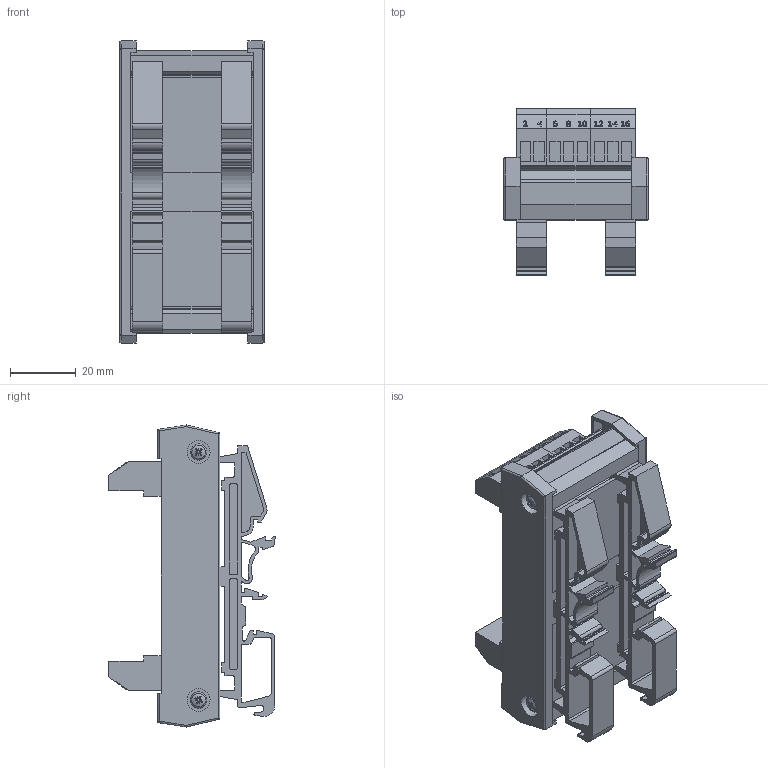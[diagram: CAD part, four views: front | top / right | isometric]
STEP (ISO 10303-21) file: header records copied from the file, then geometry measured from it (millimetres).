
FILE_DESCRIPTION((''),'2;1');
FILE_NAME('5702_2.stp','2013-07-03T11:04:10',('roland'),(''),'Autodesk Inventor 2013','Autodesk Inventor 2013','');
FILE_SCHEMA(('CONFIG_CONTROL_DESIGN'));
Length unit declared in the file: millimetre
Products named in the file (11): 1A Diodel 8; 8 plate; 3 hole green; 2 hole green; diode long 1A; 8diodes; BASE SIDE; BASE LEGS; BS EN ISO 7045 Z - Metric M2.5 x 10 - 4.8 - Z; 8 lable1; 8 lable2
Assembly tree (26 placements, depth 2):
  1A Diodel 8
    8 plate
    3 hole green  x4
    2 hole green  x2
    diode long 1A  x8
    8diodes
    BASE SIDE  x2
    BASE LEGS  x2
    BS EN ISO 7045 Z - Metric M2.5 x 10 - 4.8 - Z  x4
    8 lable1
    8 lable2
Bounding box: 44 x 50.69 x 91.98 mm (x, y, z)
Volume: 37023.1 mm3; surface area: 52503.5 mm2
Topology: 26 solids, 26 shells, 1610 faces, 4277 edges, 2770 vertices
Faces by surface type: plane 954, cylinder 353, bspline 199, cone 64, sphere 20, torus 20
Full cylindrical faces by diameter (mm): 0.68 x32, 1 x48, 1.3 x16, 2.256 x4, 2.5 x4, 2.649 x8, 2.65 x8, 3.2 x4, 3.75 x16, 7 x4, 9 x4
Entity records: 33370 total; most frequent: CARTESIAN_POINT 8331, ORIENTED_EDGE 5330, DIRECTION 4419, EDGE_CURVE 2665, VERTEX_POINT 1826, VECTOR 1799, LINE 1799, AXIS2_PLACEMENT_3D 1310
